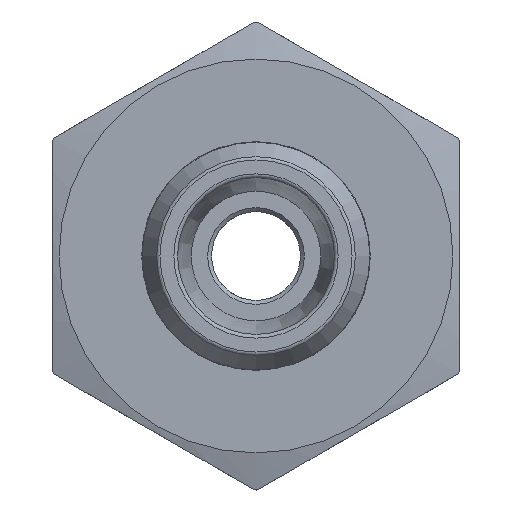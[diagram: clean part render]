
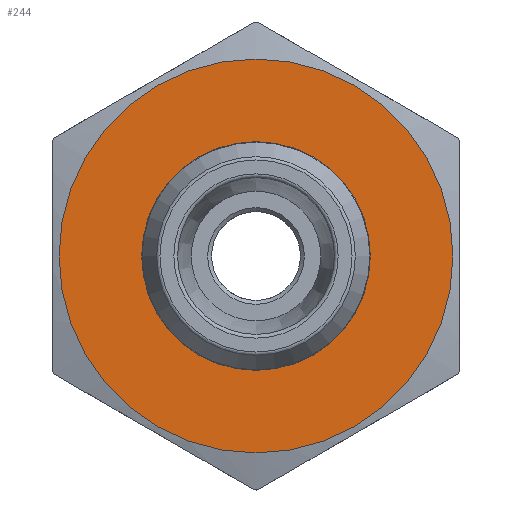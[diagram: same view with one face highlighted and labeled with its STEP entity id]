
A CAD part, left-side view. The second image highlights one B-rep face of the part: STEP entity #244.
In plain terms, the highlighted planar face has unit normal (-1, 0, 0).
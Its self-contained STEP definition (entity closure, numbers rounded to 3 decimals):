
#136=FACE_BOUND('',#330,.T.);
#137=FACE_BOUND('',#331,.T.);
#203=PLANE('',#809);
#244=ADVANCED_FACE('',(#136,#137),#203,.F.);
#330=EDGE_LOOP('',(#506));
#331=EDGE_LOOP('',(#507));
#415=CIRCLE('',#806,8.8);
#416=CIRCLE('',#808,15.5);
#506=ORIENTED_EDGE('',*,*,#710,.T.);
#507=ORIENTED_EDGE('',*,*,#709,.F.);
#633=VERTEX_POINT('',#1235);
#634=VERTEX_POINT('',#1238);
#709=EDGE_CURVE('',#633,#633,#415,.T.);
#710=EDGE_CURVE('',#634,#634,#416,.T.);
#806=AXIS2_PLACEMENT_3D('',#1234,#961,#962);
#808=AXIS2_PLACEMENT_3D('',#1237,#965,#966);
#809=AXIS2_PLACEMENT_3D('',#1239,#967,#968);
#961=DIRECTION('',(-1.,0.,0.));
#962=DIRECTION('',(0.,0.,-1.));
#965=DIRECTION('',(-1.,0.,0.));
#966=DIRECTION('',(0.,0.,-1.));
#967=DIRECTION('',(1.,0.,0.));
#968=DIRECTION('',(0.,0.,-1.));
#1234=CARTESIAN_POINT('',(12.,0.,0.));
#1235=CARTESIAN_POINT('',(12.,0.,-8.8));
#1237=CARTESIAN_POINT('',(12.,0.,0.));
#1238=CARTESIAN_POINT('',(12.,0.,-15.5));
#1239=CARTESIAN_POINT('',(12.,-8.8,0.));
